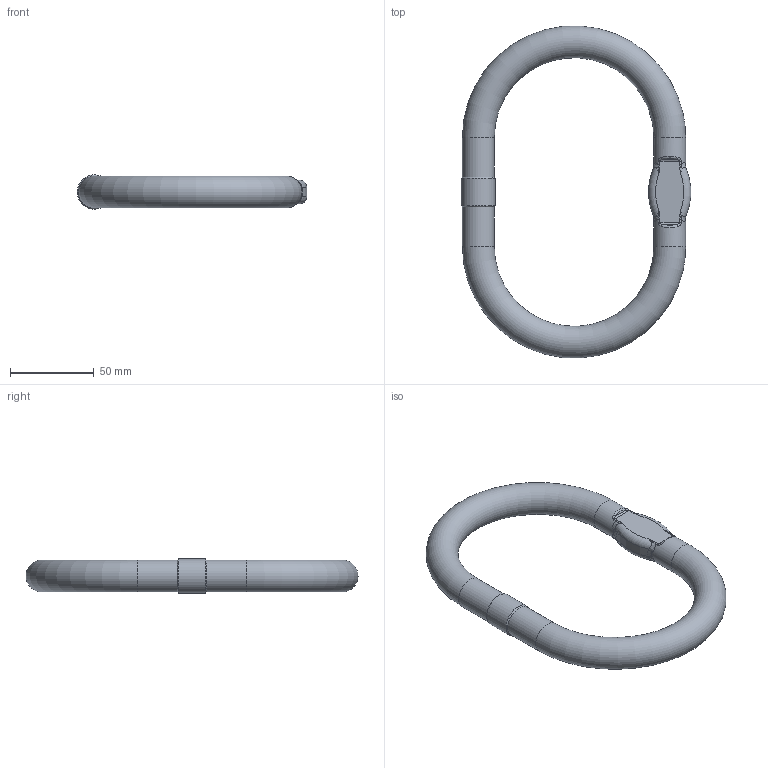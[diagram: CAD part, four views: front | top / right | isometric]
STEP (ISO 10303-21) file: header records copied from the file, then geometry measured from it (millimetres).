
FILE_DESCRIPTION(/* description */ (''),/* implementation_level */ '2;1');
FILE_NAME(/* name */ 'MW 18 Kundenmodell',/* time_stamp */ '2009-09-15T14:34:31+02:00',/* author */ (''),/* organization */ (''),/* preprocessor_version */ 'ST-DEVELOPER v9',/* originating_system */ 'UGS - NX 4.0',/* authorisation */ '');
FILE_SCHEMA (('AUTOMOTIVE_DESIGN { 1 0 10303 214 1 1 1 1 }'));
Length unit declared in the file: millimetre
Products named in the file (1): ritB4CA0ceo
Bounding box: 136.76 x 197.81 x 20.43 mm (x, y, z)
Volume: 139486.9 mm3; surface area: 29503.2 mm2
Topology: 1 solids, 1 shells, 81 faces, 206 edges, 109 vertices
Faces by surface type: bspline 48, cylinder 19, torus 6, plane 6, cone 2
Full cylindrical faces by diameter (mm): 19 x4, 20.425 x1
Entity records: 3280 total; most frequent: CARTESIAN_POINT 1784, ORIENTED_EDGE 352, DIRECTION 236, EDGE_CURVE 176, AXIS2_PLACEMENT_3D 106, VERTEX_POINT 104, EDGE_LOOP 90, ADVANCED_FACE 81
